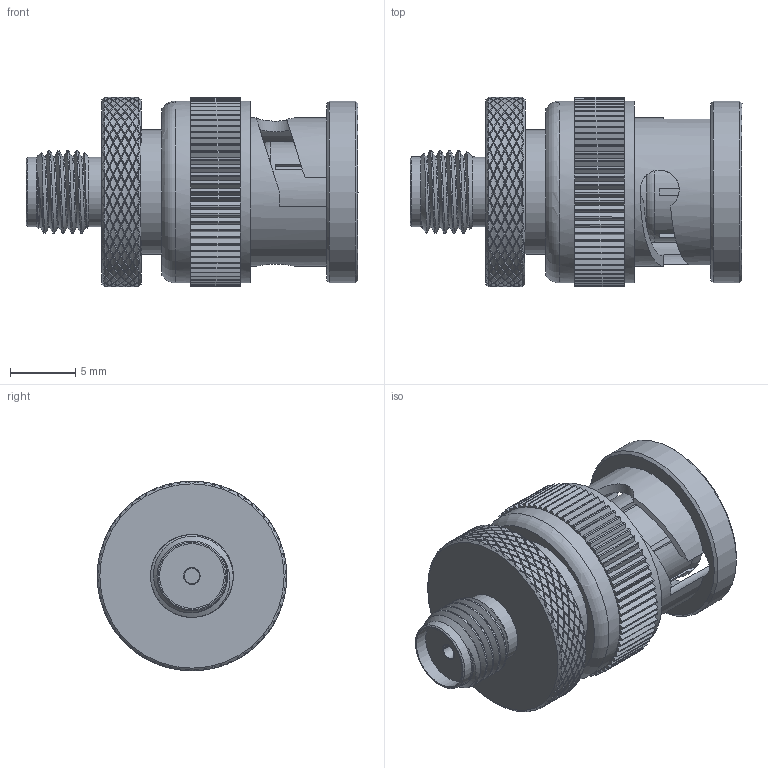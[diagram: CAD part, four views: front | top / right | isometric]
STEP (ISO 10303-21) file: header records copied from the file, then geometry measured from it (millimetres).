
FILE_DESCRIPTION(/* description */ ('Unknown'),/* implementation_level */ '2;1');
FILE_NAME(/* name */ '64403107211000',/* time_stamp */ '2023-03-01T16:04:19+01:00',/* author */ ('Unknown'),/* organization */ ('Unknown'),/* preprocessor_version */ 'ST-DEVELOPER v16.7',/* originating_system */ 'Solid Edge',/* authorisation */ 'Unknown');
FILE_SCHEMA (('AUTOMOTIVE_DESIGN {1 0 10303 214 3 1 1}'));
Products named in the file (1): 64403107211000
Bounding box: 25.4 x 14.51 x 14.5 mm (x, y, z)
Volume: 2210.7 mm3; surface area: 2315.1 mm2
Topology: 1 solids, 1 shells, 2215 faces, 4779 edges, 2574 vertices
Faces by surface type: bspline 1362, cylinder 415, plane 414, torus 12, cone 12
Full cylindrical faces by diameter (mm): 1.16 x1, 1.27 x1, 1.35 x1, 4.95 x1, 5 x1, 5.35 x2, 7.3 x1, 7.7 x1, 8.4 x1, 9.5 x1, 9.8 x1, 11.35 x1, 12.8 x1, 13.9 x3
Entity records: 87740 total; most frequent: CARTESIAN_POINT 40508, ORIENTED_EDGE 9444, EDGE_CURVE 4722, DIRECTION 2947, VERTEX_POINT 2551, EDGE_LOOP 2257, FACE_BOUND 2257, STYLED_ITEM 2212
